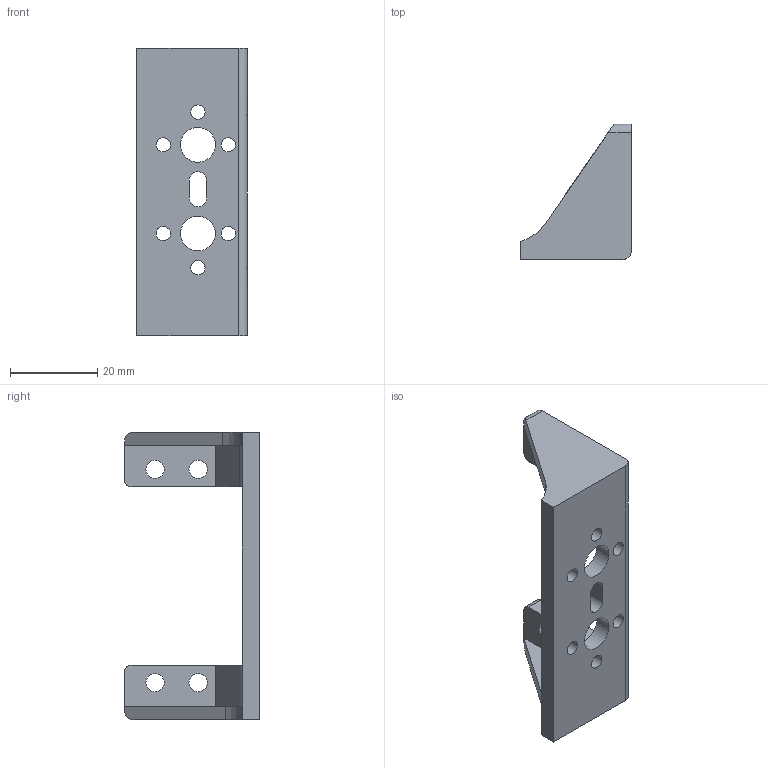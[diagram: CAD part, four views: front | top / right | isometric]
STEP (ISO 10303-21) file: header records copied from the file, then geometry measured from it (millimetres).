
FILE_DESCRIPTION(/* description */ ('STEP AP214'),/* implementation_level */ '2;1');
FILE_NAME(/* name */ '',/* time_stamp */ '2025-03-06T19:13:15+03:00',/* author */ ('Phantom'),/* organization */ ('UNSPECIFIED'),/* preprocessor_version */ 'ST-DEVELOPER v20',/* originating_system */ 'Autodesk Inventor 2025',/* authorisation */ '');
FILE_SCHEMA (('AUTOMOTIVE_DESIGN { 1 0 10303 214 3 1 1 }'));
Length unit declared in the file: millimetre
Products named in the file (1): крепеж под серву
Bounding box: 25.4 x 31 x 66 mm (x, y, z)
Volume: 11058.8 mm3; surface area: 6903.7 mm2
Topology: 1 solids, 1 shells, 49 faces, 136 edges, 91 vertices
Faces by surface type: cylinder 25, plane 24
Full cylindrical faces by diameter (mm): 3.3 x6, 4.2 x4, 8 x2
Entity records: 1703 total; most frequent: CARTESIAN_POINT 287, DIRECTION 284, ORIENTED_EDGE 272, EDGE_CURVE 136, AXIS2_PLACEMENT_3D 100, VERTEX_POINT 89, LINE 84, VECTOR 84
